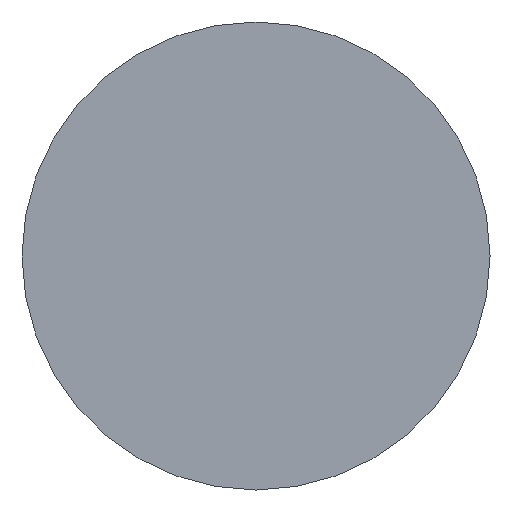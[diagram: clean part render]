
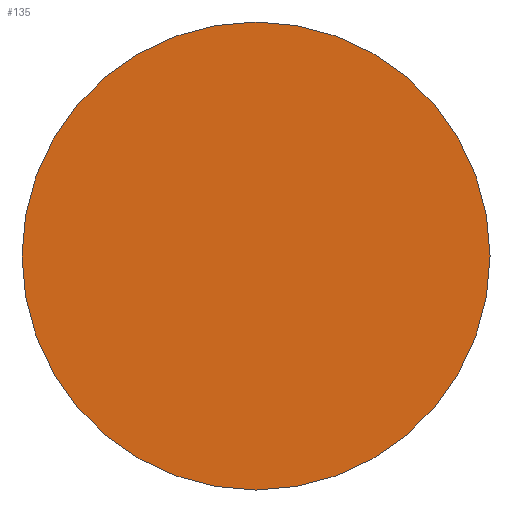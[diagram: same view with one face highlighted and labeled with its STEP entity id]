
A CAD part, front view. The second image highlights one B-rep face of the part: STEP entity #135.
In plain terms, the highlighted planar face has unit normal (0, -1, 0).
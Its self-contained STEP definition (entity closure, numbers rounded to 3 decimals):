
#135=ADVANCED_FACE('',(#313),#314,.T.);
#199=EDGE_CURVE('',#217,#213,#388,.T.);
#213=VERTEX_POINT('',#402);
#215=EDGE_CURVE('',#213,#217,#404,.T.);
#217=VERTEX_POINT('',#406);
#313=FACE_OUTER_BOUND('',#510,.T.);
#314=PLANE('',#511);
#388=CIRCLE('',#606,12.5);
#402=CARTESIAN_POINT('',(12.5,-15.0,0.));
#404=CIRCLE('',#626,12.5);
#406=CARTESIAN_POINT('',(-12.5,-15.0,0.));
#510=EDGE_LOOP('',(#737,#738));
#511=AXIS2_PLACEMENT_3D('',#739,#740,#741);
#606=AXIS2_PLACEMENT_3D('',#837,#838,#839);
#626=AXIS2_PLACEMENT_3D('',#849,#850,#851);
#737=ORIENTED_EDGE('',*,*,#215,.T.);
#738=ORIENTED_EDGE('',*,*,#199,.T.);
#739=CARTESIAN_POINT('',(0.0,-15.0,0.));
#740=DIRECTION('',(0.0,-1.0,0.));
#741=DIRECTION('',(1.0,0.0,0.0));
#837=CARTESIAN_POINT('',(0.0,-15.0,0.));
#838=DIRECTION('',(0.0,-1.0,0.));
#839=DIRECTION('',(1.0,0.0,0.0));
#849=CARTESIAN_POINT('',(0.0,-15.0,0.));
#850=DIRECTION('',(0.0,-1.0,0.));
#851=DIRECTION('',(1.0,0.0,0.0));
